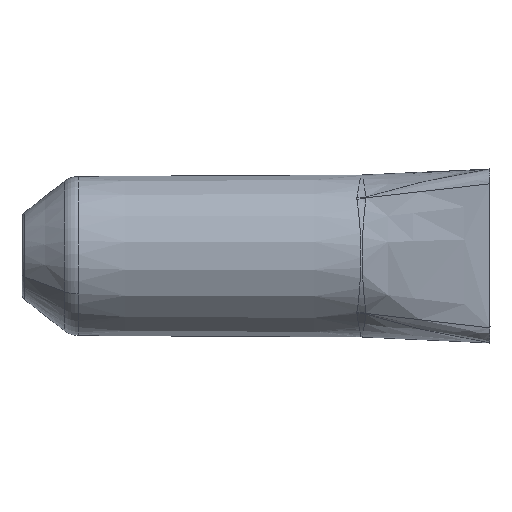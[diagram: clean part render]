
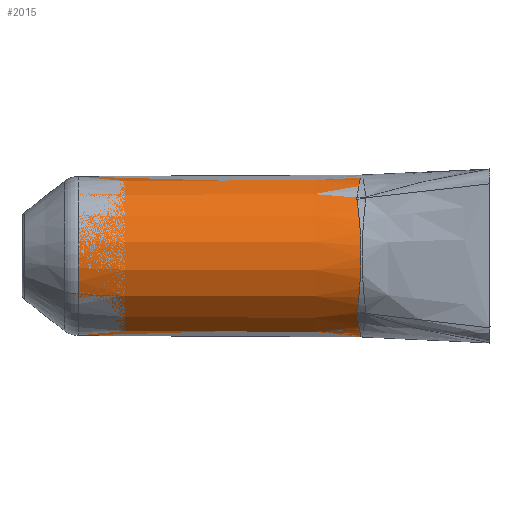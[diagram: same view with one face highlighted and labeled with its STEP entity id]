
A CAD part, top view. The second image highlights one B-rep face of the part: STEP entity #2015.
In plain terms, the highlighted conical face has half-angle 0.3 degrees and reference radius 10.72 mm.
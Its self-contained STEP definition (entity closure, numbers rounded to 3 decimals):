
#1580=CARTESIAN_POINT('Control Point',(-0.612,-7.663,7.492)) ;
#1581=CARTESIAN_POINT('Control Point',(-0.538,-8.144,7.)) ;
#1582=CARTESIAN_POINT('Control Point',(-0.465,-8.589,6.467)) ;
#1583=CARTESIAN_POINT('Control Point',(-0.396,-8.991,5.896)) ;
#1584=CARTESIAN_POINT('Control Point',(-0.271,-9.705,4.684)) ;
#1585=CARTESIAN_POINT('Control Point',(-0.176,-10.214,3.364)) ;
#1586=CARTESIAN_POINT('Control Point',(-0.138,-10.415,2.681)) ;
#1587=CARTESIAN_POINT('Control Point',(-0.101,-10.606,1.751)) ;
#1588=CARTESIAN_POINT('Control Point',(-0.085,-10.693,0.807)) ;
#1589=CARTESIAN_POINT('Control Point',(-0.083,-10.708,0.571)) ;
#1590=CARTESIAN_POINT('Control Point',(-0.081,-10.718,0.314)) ;
#1591=CARTESIAN_POINT('Control Point',(-0.081,-10.719,0.058)) ;
#1592=CARTESIAN_POINT('Control Point',(-0.081,-10.72,0.039)) ;
#1593=CARTESIAN_POINT('Control Point',(-0.081,-10.72,0.019)) ;
#1594=CARTESIAN_POINT('Control Point',(-0.081,-10.72,0.)) ;
#1595=CARTESIAN_POINT('Vertex',(-0.612,-7.663,7.492)) ;
#1597=CARTESIAN_POINT('Vertex',(-0.081,-10.72,0.)) ;
#1657=CARTESIAN_POINT('Control Point',(-0.612,-7.423,7.73)) ;
#1658=CARTESIAN_POINT('Control Point',(-0.619,-7.473,7.682)) ;
#1659=CARTESIAN_POINT('Control Point',(-0.623,-7.521,7.635)) ;
#1660=CARTESIAN_POINT('Control Point',(-0.623,-7.567,7.589)) ;
#1661=CARTESIAN_POINT('Control Point',(-0.619,-7.614,7.542)) ;
#1662=CARTESIAN_POINT('Control Point',(-0.612,-7.663,7.492)) ;
#1663=CARTESIAN_POINT('Vertex',(-0.612,-7.423,7.729)) ;
#1753=CARTESIAN_POINT('Control Point',(-0.612,7.492,7.663)) ;
#1754=CARTESIAN_POINT('Control Point',(-0.563,7.167,7.98)) ;
#1755=CARTESIAN_POINT('Control Point',(-0.515,6.825,8.282)) ;
#1756=CARTESIAN_POINT('Control Point',(-0.468,6.465,8.567)) ;
#1757=CARTESIAN_POINT('Control Point',(-0.334,5.332,9.367)) ;
#1758=CARTESIAN_POINT('Control Point',(-0.223,4.068,9.983)) ;
#1759=CARTESIAN_POINT('Control Point',(-0.163,3.178,10.302)) ;
#1760=CARTESIAN_POINT('Control Point',(-0.094,1.798,10.63)) ;
#1761=CARTESIAN_POINT('Control Point',(-0.071,0.388,10.728)) ;
#1762=CARTESIAN_POINT('Control Point',(-0.07,-0.085,10.735)) ;
#1763=CARTESIAN_POINT('Control Point',(-0.086,-1.499,10.677)) ;
#1764=CARTESIAN_POINT('Control Point',(-0.151,-2.89,10.387)) ;
#1765=CARTESIAN_POINT('Control Point',(-0.208,-3.791,10.092)) ;
#1766=CARTESIAN_POINT('Control Point',(-0.319,-5.109,9.494)) ;
#1767=CARTESIAN_POINT('Control Point',(-0.456,-6.296,8.695)) ;
#1768=CARTESIAN_POINT('Control Point',(-0.506,-6.692,8.393)) ;
#1769=CARTESIAN_POINT('Control Point',(-0.559,-7.068,8.071)) ;
#1770=CARTESIAN_POINT('Control Point',(-0.612,-7.423,7.729)) ;
#1771=CARTESIAN_POINT('Vertex',(-0.612,7.492,7.663)) ;
#1825=CARTESIAN_POINT('Control Point',(-0.612,7.729,7.423)) ;
#1826=CARTESIAN_POINT('Control Point',(-0.619,7.682,7.473)) ;
#1827=CARTESIAN_POINT('Control Point',(-0.623,7.635,7.521)) ;
#1828=CARTESIAN_POINT('Control Point',(-0.623,7.589,7.567)) ;
#1829=CARTESIAN_POINT('Control Point',(-0.619,7.542,7.614)) ;
#1830=CARTESIAN_POINT('Control Point',(-0.612,7.492,7.663)) ;
#1831=CARTESIAN_POINT('Vertex',(-0.612,7.729,7.423)) ;
#1903=CARTESIAN_POINT('Control Point',(-0.081,10.72,0.)) ;
#1904=CARTESIAN_POINT('Control Point',(-0.081,10.72,0.015)) ;
#1905=CARTESIAN_POINT('Control Point',(-0.081,10.72,0.029)) ;
#1906=CARTESIAN_POINT('Control Point',(-0.081,10.719,0.044)) ;
#1907=CARTESIAN_POINT('Control Point',(-0.082,10.718,0.278)) ;
#1908=CARTESIAN_POINT('Control Point',(-0.083,10.711,0.512)) ;
#1909=CARTESIAN_POINT('Control Point',(-0.086,10.698,0.732)) ;
#1910=CARTESIAN_POINT('Control Point',(-0.104,10.601,1.884)) ;
#1911=CARTESIAN_POINT('Control Point',(-0.155,10.35,3.018)) ;
#1912=CARTESIAN_POINT('Control Point',(-0.214,10.047,3.908)) ;
#1913=CARTESIAN_POINT('Control Point',(-0.325,9.446,5.193)) ;
#1914=CARTESIAN_POINT('Control Point',(-0.462,8.655,6.348)) ;
#1915=CARTESIAN_POINT('Control Point',(-0.511,8.365,6.725)) ;
#1916=CARTESIAN_POINT('Control Point',(-0.561,8.056,7.084)) ;
#1917=CARTESIAN_POINT('Control Point',(-0.612,7.729,7.423)) ;
#1918=CARTESIAN_POINT('Vertex',(-0.081,10.72,0.)) ;
#1973=CARTESIAN_POINT('Axis2P3D Location',(0.,0.,0.)) ;
#1978=CARTESIAN_POINT('Line Origine',(-19.252,-10.619,0.)) ;
#1982=CARTESIAN_POINT('Vertex',(-37.481,-10.524,0.)) ;
#1985=CARTESIAN_POINT('Line Origine',(-19.252,10.619,0.)) ;
#1989=CARTESIAN_POINT('Vertex',(-37.481,10.524,0.)) ;
#1992=CARTESIAN_POINT('Axis2P3D Location',(-37.481,0.,0.)) ;
#1996=CARTESIAN_POINT('Vertex',(-37.481,-5.045,9.235)) ;
#1999=CARTESIAN_POINT('Axis2P3D Location',(-37.481,0.,0.)) ;
#1974=DIRECTION('Axis2P3D Direction',(1.,0.,0.)) ;
#1975=DIRECTION('Axis2P3D XDirection',(0.,1.,0.)) ;
#1979=DIRECTION('Vector Direction',(1.,-0.005,0.)) ;
#1986=DIRECTION('Vector Direction',(1.,0.005,0.)) ;
#1993=DIRECTION('Axis2P3D Direction',(1.,0.,0.)) ;
#2000=DIRECTION('Axis2P3D Direction',(1.,0.,0.)) ;
#1976=AXIS2_PLACEMENT_3D('Cone Axis2P3D',#1973,#1974,#1975) ;
#1994=AXIS2_PLACEMENT_3D('Circle Axis2P3D',#1992,#1993,$) ;
#2001=AXIS2_PLACEMENT_3D('Circle Axis2P3D',#1999,#2000,$) ;
#2005=ORIENTED_EDGE('',*,*,#1984,.F.) ;
#2006=ORIENTED_EDGE('',*,*,#1599,.F.) ;
#2007=ORIENTED_EDGE('',*,*,#1665,.F.) ;
#2008=ORIENTED_EDGE('',*,*,#1773,.F.) ;
#2009=ORIENTED_EDGE('',*,*,#1833,.F.) ;
#2010=ORIENTED_EDGE('',*,*,#1920,.F.) ;
#2011=ORIENTED_EDGE('',*,*,#1991,.T.) ;
#2012=ORIENTED_EDGE('',*,*,#1998,.F.) ;
#2013=ORIENTED_EDGE('',*,*,#2003,.F.) ;
#1980=VECTOR('Line Direction',#1979,1.) ;
#1987=VECTOR('Line Direction',#1986,1.) ;
#2015=ADVANCED_FACE('PartBody',(#2014),#1977,.T.) ;
#1579=B_SPLINE_CURVE_WITH_KNOTS('',5,(#1580,#1581,#1582,#1583,#1584,#1585,#1586,#1587,#1588,#1589,#1590,#1591,#1592,#1593,#1594),.UNSPECIFIED.,.F.,.U.,(6,3,3,3,6),(78.888,84.876,90.894,92.901,93.064),.UNSPECIFIED.) ;
#1656=B_SPLINE_CURVE_WITH_KNOTS('',5,(#1657,#1658,#1659,#1660,#1661,#1662),.UNSPECIFIED.,.F.,.U.,(6,6),(0.407,2.444),.UNSPECIFIED.) ;
#1752=B_SPLINE_CURVE_WITH_KNOTS('',5,(#1753,#1754,#1755,#1756,#1757,#1758,#1759,#1760,#1761,#1762,#1763,#1764,#1765,#1766,#1767,#1768,#1769,#1770),.UNSPECIFIED.,.F.,.U.,(6,3,3,3,3,6),(34.885,38.839,46.809,50.8,58.783,63.07),.UNSPECIFIED.) ;
#1824=B_SPLINE_CURVE_WITH_KNOTS('',5,(#1825,#1826,#1827,#1828,#1829,#1830),.UNSPECIFIED.,.F.,.U.,(6,6),(0.407,2.444),.UNSPECIFIED.) ;
#1902=B_SPLINE_CURVE_WITH_KNOTS('',5,(#1903,#1904,#1905,#1906,#1907,#1908,#1909,#1910,#1911,#1912,#1913,#1914,#1915,#1916,#1917),.UNSPECIFIED.,.F.,.U.,(6,3,3,3,6),(26.547,26.671,28.53,36.461,40.556),.UNSPECIFIED.) ;
#1995=CIRCLE('generated circle',#1994,10.524) ;
#2002=CIRCLE('generated circle',#2001,10.524) ;
#1977=CONICAL_SURFACE('Cone',#1976,10.72,0.005) ;
#1599=EDGE_CURVE('',#1596,#1598,#1579,.T.) ;
#1665=EDGE_CURVE('',#1664,#1596,#1656,.T.) ;
#1773=EDGE_CURVE('',#1772,#1664,#1752,.T.) ;
#1833=EDGE_CURVE('',#1832,#1772,#1824,.T.) ;
#1920=EDGE_CURVE('',#1919,#1832,#1902,.T.) ;
#1984=EDGE_CURVE('',#1598,#1983,#1981,.F.) ;
#1991=EDGE_CURVE('',#1919,#1990,#1988,.F.) ;
#1998=EDGE_CURVE('',#1997,#1990,#1995,.F.) ;
#2003=EDGE_CURVE('',#1983,#1997,#2002,.F.) ;
#2004=EDGE_LOOP('',(#2005,#2006,#2007,#2008,#2009,#2010,#2011,#2012,#2013)) ;
#2014=FACE_OUTER_BOUND('',#2004,.T.) ;
#1981=LINE('Line',#1978,#1980) ;
#1988=LINE('Line',#1985,#1987) ;
#1596=VERTEX_POINT('',#1595) ;
#1598=VERTEX_POINT('',#1597) ;
#1664=VERTEX_POINT('',#1663) ;
#1772=VERTEX_POINT('',#1771) ;
#1832=VERTEX_POINT('',#1831) ;
#1919=VERTEX_POINT('',#1918) ;
#1983=VERTEX_POINT('',#1982) ;
#1990=VERTEX_POINT('',#1989) ;
#1997=VERTEX_POINT('',#1996) ;
